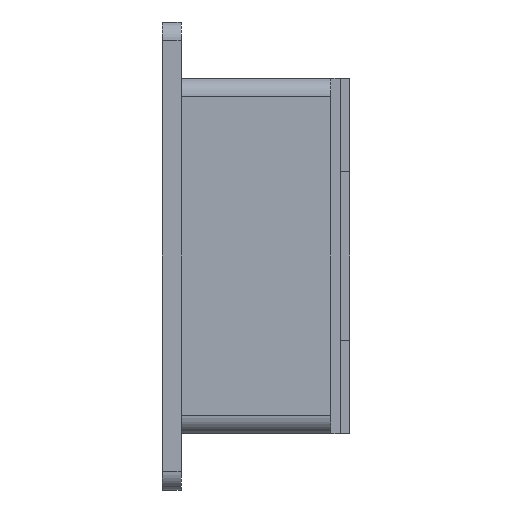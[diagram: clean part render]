
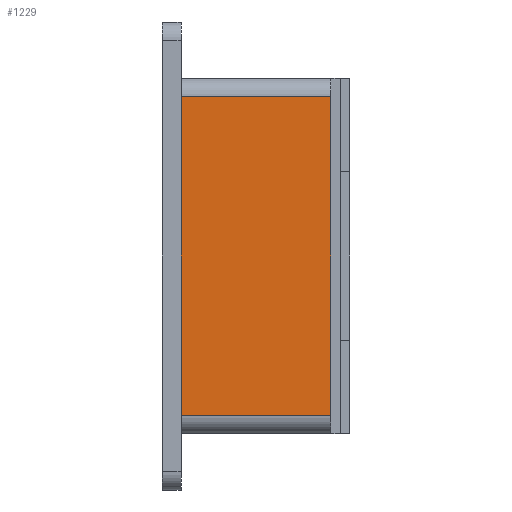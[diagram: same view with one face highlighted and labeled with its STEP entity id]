
A CAD part, left-side view. The second image highlights one B-rep face of the part: STEP entity #1229.
In plain terms, the highlighted planar face has unit normal (-1, 0, 0).
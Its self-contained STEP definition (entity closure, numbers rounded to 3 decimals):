
#15 = VERTEX_POINT ( 'NONE', #1550 ) ;
#61 = DIRECTION ( 'NONE',  ( 0., 0., -1. ) ) ;
#116 = DIRECTION ( 'NONE',  ( 0., 1., 0. ) ) ;
#142 = EDGE_CURVE ( 'NONE', #15, #1388, #1241, .T. ) ;
#240 = CARTESIAN_POINT ( 'NONE',  ( -5., 0., 1.7 ) ) ;
#352 = ORIENTED_EDGE ( 'NONE', *, *, #1334, .F. ) ;
#393 = DIRECTION ( 'NONE',  ( 0., 1., 0. ) ) ;
#535 = DIRECTION ( 'NONE',  ( 1., 0., 0. ) ) ;
#541 = VECTOR ( 'NONE', #393, 1000. ) ;
#677 = LINE ( 'NONE', #2140, #1407 ) ;
#704 = FACE_OUTER_BOUND ( 'NONE', #2051, .T. ) ;
#723 = CARTESIAN_POINT ( 'NONE',  ( -5., -1.6, -1.7 ) ) ;
#754 = EDGE_CURVE ( 'NONE', #1388, #1399, #1180, .T. ) ;
#1013 = EDGE_CURVE ( 'NONE', #15, #1190, #677, .T. ) ;
#1180 = LINE ( 'NONE', #1724, #2125 ) ;
#1190 = VERTEX_POINT ( 'NONE', #1368 ) ;
#1229 = ADVANCED_FACE ( 'NONE', ( #704 ), #1527, .F. ) ;
#1241 = LINE ( 'NONE', #1934, #1452 ) ;
#1334 = EDGE_CURVE ( 'NONE', #1190, #1399, #1511, .T. ) ;
#1336 = ORIENTED_EDGE ( 'NONE', *, *, #1013, .F. ) ;
#1360 = CARTESIAN_POINT ( 'NONE',  ( -5., -1.6, -1.7 ) ) ;
#1363 = ORIENTED_EDGE ( 'NONE', *, *, #142, .T. ) ;
#1368 = CARTESIAN_POINT ( 'NONE',  ( -5., -1.6, -1.7 ) ) ;
#1388 = VERTEX_POINT ( 'NONE', #240 ) ;
#1399 = VERTEX_POINT ( 'NONE', #1922 ) ;
#1407 = VECTOR ( 'NONE', #1954, 1000. ) ;
#1452 = VECTOR ( 'NONE', #116, 1000. ) ;
#1489 = ORIENTED_EDGE ( 'NONE', *, *, #754, .T. ) ;
#1511 = LINE ( 'NONE', #723, #541 ) ;
#1527 = PLANE ( 'NONE',  #1750 ) ;
#1550 = CARTESIAN_POINT ( 'NONE',  ( -5., -1.6, 1.7 ) ) ;
#1724 = CARTESIAN_POINT ( 'NONE',  ( -5., 0., -1.7 ) ) ;
#1750 = AXIS2_PLACEMENT_3D ( 'NONE', #1360, #535, #1870 ) ;
#1870 = DIRECTION ( 'NONE',  ( 0., 0., -1. ) ) ;
#1922 = CARTESIAN_POINT ( 'NONE',  ( -5., 0., -1.7 ) ) ;
#1934 = CARTESIAN_POINT ( 'NONE',  ( -5., -1.6, 1.7 ) ) ;
#1954 = DIRECTION ( 'NONE',  ( 0., 0., -1. ) ) ;
#2051 = EDGE_LOOP ( 'NONE', ( #1489, #352, #1336, #1363 ) ) ;
#2125 = VECTOR ( 'NONE', #61, 1000. ) ;
#2140 = CARTESIAN_POINT ( 'NONE',  ( -5., -1.6, -1.7 ) ) ;
